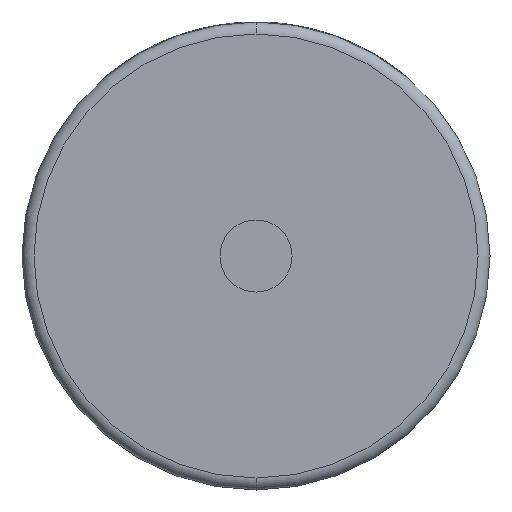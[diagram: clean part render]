
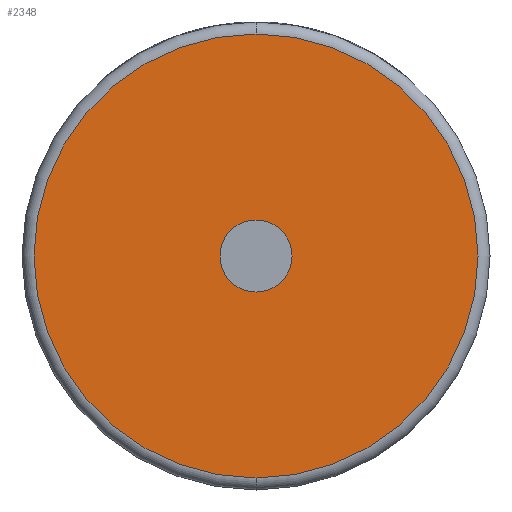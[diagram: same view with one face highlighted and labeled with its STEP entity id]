
A CAD part, front view. The second image highlights one B-rep face of the part: STEP entity #2348.
In plain terms, the highlighted planar face has unit normal (0, -1, 0).
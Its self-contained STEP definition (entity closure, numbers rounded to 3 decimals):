
#236 = CARTESIAN_POINT ( 'NONE',  ( 0., 0., 0. ) ) ;
#327 = ORIENTED_EDGE ( 'NONE', *, *, #3761, .T. ) ;
#475 = CARTESIAN_POINT ( 'NONE',  ( 0., 0., -37. ) ) ;
#493 = VERTEX_POINT ( 'NONE', #3036 ) ;
#576 = DIRECTION ( 'NONE',  ( 0., 1., 0. ) ) ;
#681 = VERTEX_POINT ( 'NONE', #2605 ) ;
#831 = EDGE_LOOP ( 'NONE', ( #4030, #327 ) ) ;
#1383 = CIRCLE ( 'NONE', #3972, 6. ) ;
#1390 = EDGE_LOOP ( 'NONE', ( #2820, #2662 ) ) ;
#1430 = AXIS2_PLACEMENT_3D ( 'NONE', #3632, #3619, #3984 ) ;
#1438 = EDGE_CURVE ( 'NONE', #493, #681, #1383, .T. ) ;
#1636 = AXIS2_PLACEMENT_3D ( 'NONE', #236, #2078, #1705 ) ;
#1696 = EDGE_CURVE ( 'NONE', #681, #493, #4261, .T. ) ;
#1705 = DIRECTION ( 'NONE',  ( 0., 0., 1. ) ) ;
#1866 = VERTEX_POINT ( 'NONE', #475 ) ;
#1978 = VERTEX_POINT ( 'NONE', #3686 ) ;
#2013 = CARTESIAN_POINT ( 'NONE',  ( 0., 0., 0. ) ) ;
#2078 = DIRECTION ( 'NONE',  ( 0., -1., 0. ) ) ;
#2149 = DIRECTION ( 'NONE',  ( 0., -1., 0. ) ) ;
#2179 = EDGE_CURVE ( 'NONE', #1978, #1866, #3024, .T. ) ;
#2348 = ADVANCED_FACE ( 'NONE', ( #2960, #3198 ), #4120, .F. ) ;
#2605 = CARTESIAN_POINT ( 'NONE',  ( 0., 0., 6. ) ) ;
#2662 = ORIENTED_EDGE ( 'NONE', *, *, #1438, .F. ) ;
#2820 = ORIENTED_EDGE ( 'NONE', *, *, #1696, .F. ) ;
#2960 = FACE_OUTER_BOUND ( 'NONE', #831, .T. ) ;
#3024 = CIRCLE ( 'NONE', #1636, 37. ) ;
#3036 = CARTESIAN_POINT ( 'NONE',  ( 0., 0., -6. ) ) ;
#3196 = DIRECTION ( 'NONE',  ( 0., 0., 1. ) ) ;
#3198 = FACE_BOUND ( 'NONE', #1390, .T. ) ;
#3229 = CARTESIAN_POINT ( 'NONE',  ( 0., 0., 0. ) ) ;
#3301 = AXIS2_PLACEMENT_3D ( 'NONE', #2013, #2149, #3196 ) ;
#3619 = DIRECTION ( 'NONE',  ( 0., -1., 0. ) ) ;
#3632 = CARTESIAN_POINT ( 'NONE',  ( 0., 0., 0. ) ) ;
#3686 = CARTESIAN_POINT ( 'NONE',  ( 0., 0., 37. ) ) ;
#3742 = AXIS2_PLACEMENT_3D ( 'NONE', #4503, #576, #4458 ) ;
#3755 = CIRCLE ( 'NONE', #1430, 37. ) ;
#3761 = EDGE_CURVE ( 'NONE', #1866, #1978, #3755, .T. ) ;
#3951 = DIRECTION ( 'NONE',  ( 0., -1., 0. ) ) ;
#3972 = AXIS2_PLACEMENT_3D ( 'NONE', #3229, #3951, #4298 ) ;
#3984 = DIRECTION ( 'NONE',  ( 0., 0., 1. ) ) ;
#4030 = ORIENTED_EDGE ( 'NONE', *, *, #2179, .T. ) ;
#4120 = PLANE ( 'NONE',  #3742 ) ;
#4261 = CIRCLE ( 'NONE', #3301, 6. ) ;
#4298 = DIRECTION ( 'NONE',  ( 0., 0., 1. ) ) ;
#4458 = DIRECTION ( 'NONE',  ( 0., 0., 1. ) ) ;
#4503 = CARTESIAN_POINT ( 'NONE',  ( 0., 0., 0. ) ) ;
